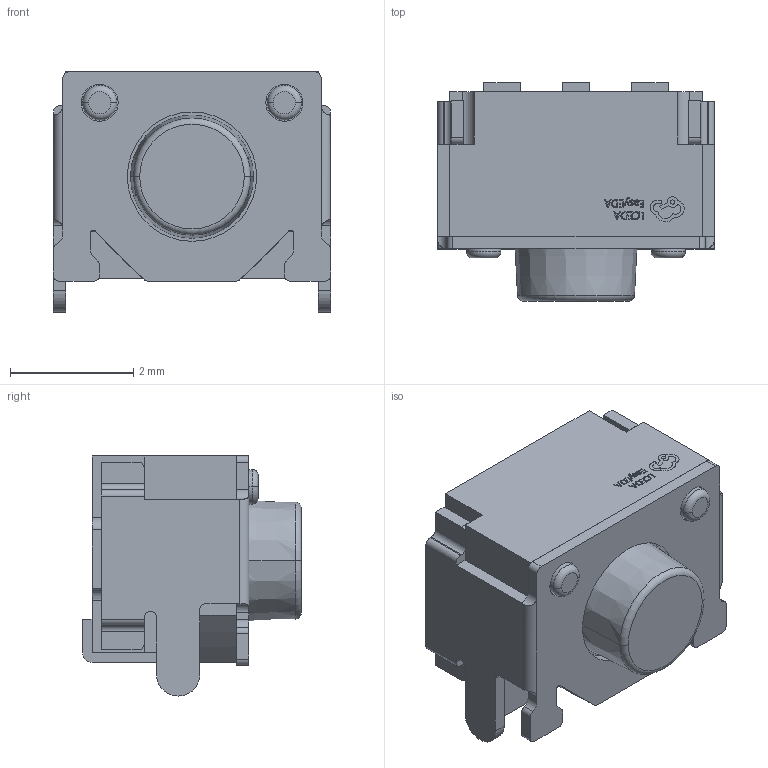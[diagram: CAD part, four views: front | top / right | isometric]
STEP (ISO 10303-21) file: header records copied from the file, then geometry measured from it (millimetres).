
FILE_DESCRIPTION (( 'STEP AP214' ), '1' );
FILE_NAME ('SW-SMD_TSA020XXXXXX.step', '2022-07-26T16:01:30', ( '' ), ( '' ), 'SwSTEP 2.0', 'SolidWorks 2020', '' );
FILE_SCHEMA (( 'AUTOMOTIVE_DESIGN' ));
Length unit declared in the file: millimetre
Products named in the file (1): SW-SMD_TSA020XXXXXX
Bounding box: 4.5 x 3.55 x 3.9 mm (x, y, z)
Volume: 37.4 mm3; surface area: 124.4 mm2
Topology: 15 solids, 15 shells, 470 faces, 1276 edges, 846 vertices
Faces by surface type: plane 281, bspline 112, cylinder 69, torus 6, cone 2
Entity records: 20743 total; most frequent: CARTESIAN_POINT 4787, ORIENTED_EDGE 2552, DIRECTION 1906, EDGE_CURVE 1276, LINE 896, VECTOR 896, VERTEX_POINT 846, AXIS2_PLACEMENT_3D 505
